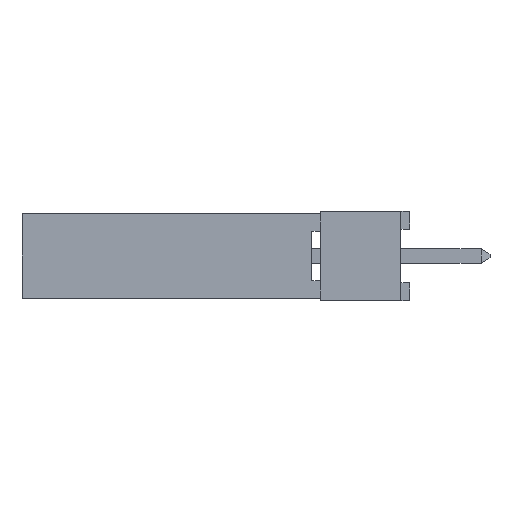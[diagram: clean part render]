
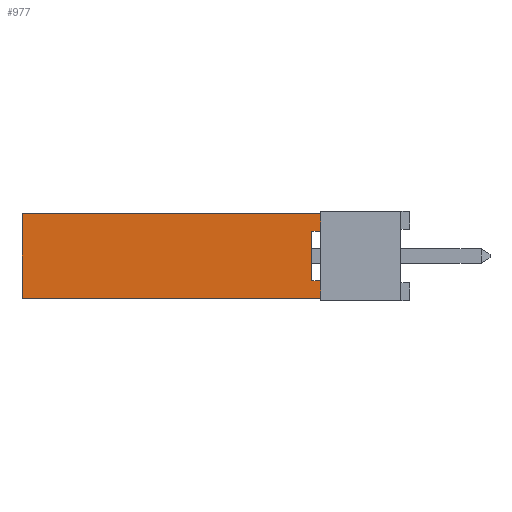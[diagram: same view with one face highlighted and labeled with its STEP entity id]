
A CAD part, left-side view. The second image highlights one B-rep face of the part: STEP entity #977.
In plain terms, the highlighted planar face has unit normal (-1, 0, 0).
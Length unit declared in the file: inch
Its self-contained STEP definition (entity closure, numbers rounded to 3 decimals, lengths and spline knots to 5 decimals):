
#977 = ADVANCED_FACE( '', ( #2252 ), #2253, .F. );
#2252 = FACE_OUTER_BOUND( '', #3832, .T. );
#2253 = PLANE( '', #3833 );
#3832 = EDGE_LOOP( '', ( #6796, #6797, #6798, #6799, #6800, #6801, #6802, #6803 ) );
#3833 = AXIS2_PLACEMENT_3D( '', #6804, #6805, #6806 );
#6796 = ORIENTED_EDGE( '', *, *, #10800, .T. );
#6797 = ORIENTED_EDGE( '', *, *, #10801, .T. );
#6798 = ORIENTED_EDGE( '', *, *, #10802, .F. );
#6799 = ORIENTED_EDGE( '', *, *, #10670, .F. );
#6800 = ORIENTED_EDGE( '', *, *, #10803, .T. );
#6801 = ORIENTED_EDGE( '', *, *, #10804, .T. );
#6802 = ORIENTED_EDGE( '', *, *, #9764, .T. );
#6803 = ORIENTED_EDGE( '', *, *, #10140, .T. );
#6804 = CARTESIAN_POINT( '', ( 0., 0.335, -0.0475 ) );
#6805 = DIRECTION( '', ( 1., 0., 0. ) );
#6806 = DIRECTION( '', ( 0., 0., -1. ) );
#9764 = EDGE_CURVE( '', #11780, #11784, #11786, .T. );
#10140 = EDGE_CURVE( '', #11784, #12469, #12471, .T. );
#10670 = EDGE_CURVE( '', #13287, #13289, #13290, .T. );
#10800 = EDGE_CURVE( '', #12469, #13480, #13481, .T. );
#10801 = EDGE_CURVE( '', #13480, #13482, #13483, .T. );
#10802 = EDGE_CURVE( '', #13289, #13482, #13484, .T. );
#10803 = EDGE_CURVE( '', #13287, #13485, #13486, .T. );
#10804 = EDGE_CURVE( '', #13485, #11780, #13487, .T. );
#11780 = VERTEX_POINT( '', #14707 );
#11784 = VERTEX_POINT( '', #14713 );
#11786 = LINE( '', #14716, #14717 );
#12469 = VERTEX_POINT( '', #15736 );
#12471 = LINE( '', #15739, #15740 );
#13287 = VERTEX_POINT( '', #16955 );
#13289 = VERTEX_POINT( '', #16958 );
#13290 = LINE( '', #16959, #16960 );
#13480 = VERTEX_POINT( '', #17252 );
#13481 = LINE( '', #17253, #17254 );
#13482 = VERTEX_POINT( '', #17255 );
#13483 = LINE( '', #17256, #17257 );
#13484 = LINE( '', #17258, #17259 );
#13485 = VERTEX_POINT( '', #17260 );
#13486 = LINE( '', #17261, #17262 );
#13487 = LINE( '', #17263, #17264 );
#14707 = CARTESIAN_POINT( '', ( 0., 0., -0.0275 ) );
#14713 = CARTESIAN_POINT( '', ( 0., 0.01, -0.0275 ) );
#14716 = CARTESIAN_POINT( '', ( 0., 0., -0.0275 ) );
#14717 = VECTOR( '', #18653, 39.37008 );
#15736 = CARTESIAN_POINT( '', ( 0., 0.01, 0.0275 ) );
#15739 = CARTESIAN_POINT( '', ( 0., 0.01, -0.0275 ) );
#15740 = VECTOR( '', #19009, 39.37008 );
#16955 = CARTESIAN_POINT( '', ( 0., 0.335, -0.0475 ) );
#16958 = CARTESIAN_POINT( '', ( 0., 0.335, 0.0475 ) );
#16959 = CARTESIAN_POINT( '', ( 0., 0.335, -0.0475 ) );
#16960 = VECTOR( '', #19425, 39.37008 );
#17252 = CARTESIAN_POINT( '', ( 0., 0., 0.0275 ) );
#17253 = CARTESIAN_POINT( '', ( 0., 0.01, 0.0275 ) );
#17254 = VECTOR( '', #19531, 39.37008 );
#17255 = CARTESIAN_POINT( '', ( 0., 0., 0.0475 ) );
#17256 = CARTESIAN_POINT( '', ( 0., 0., -0.0475 ) );
#17257 = VECTOR( '', #19532, 39.37008 );
#17258 = CARTESIAN_POINT( '', ( 0., 0.335, 0.0475 ) );
#17259 = VECTOR( '', #19533, 39.37008 );
#17260 = CARTESIAN_POINT( '', ( 0., 0., -0.0475 ) );
#17261 = CARTESIAN_POINT( '', ( 0., 0.335, -0.0475 ) );
#17262 = VECTOR( '', #19534, 39.37008 );
#17263 = CARTESIAN_POINT( '', ( 0., 0., -0.0475 ) );
#17264 = VECTOR( '', #19535, 39.37008 );
#18653 = DIRECTION( '', ( 0., 1., 0. ) );
#19009 = DIRECTION( '', ( 0., 0., 1. ) );
#19425 = DIRECTION( '', ( 0., 0., 1. ) );
#19531 = DIRECTION( '', ( 0., -1., 0. ) );
#19532 = DIRECTION( '', ( 0., 0., 1. ) );
#19533 = DIRECTION( '', ( 0., -1., 0. ) );
#19534 = DIRECTION( '', ( 0., -1., 0. ) );
#19535 = DIRECTION( '', ( 0., 0., 1. ) );
